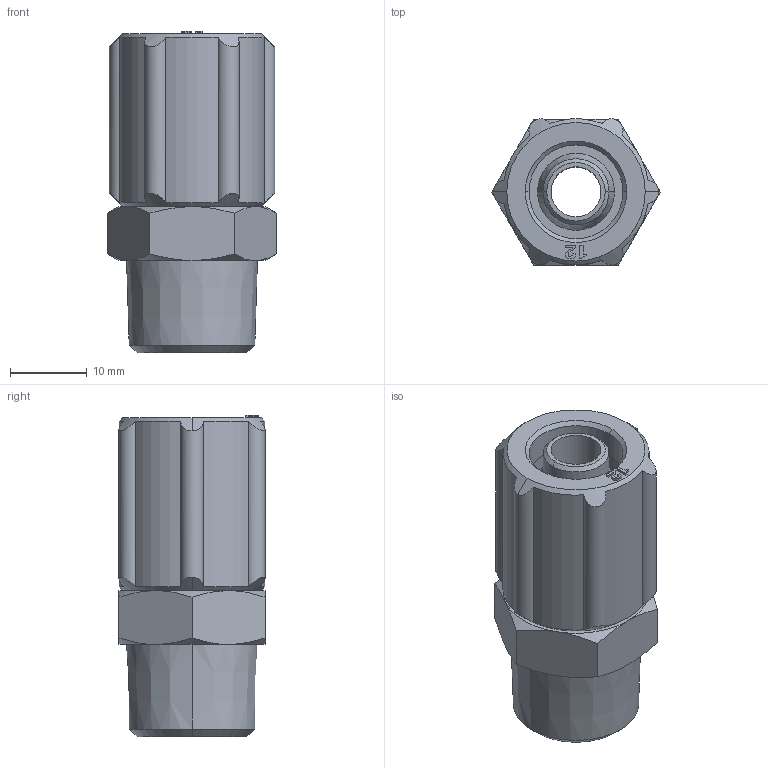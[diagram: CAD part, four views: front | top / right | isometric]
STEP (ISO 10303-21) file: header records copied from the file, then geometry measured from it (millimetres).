
FILE_DESCRIPTION((''),'2;1');
FILE_NAME('TC1203-mdt.stp','2017-07-21T10:14:29',(''),(''),'Mechanical Desktop 2009','Mechanical Desktop 2009',', , ');
FILE_SCHEMA(('CONFIG_CONTROL_DESIGN'));
Length unit declared in the file: millimetre
Products named in the file (2): TC1203-MDTA; TC1203-MDT
Assembly tree (1 placements, depth 2):
  TC1203-MDTA
    TC1203-MDT
Bounding box: 21.94 x 19 x 41.8 mm (x, y, z)
Volume: 8683.7 mm3; surface area: 5008.6 mm2
Topology: 1 solids, 1 shells, 326 faces, 895 edges, 586 vertices
Faces by surface type: plane 262, cone 36, cylinder 28
Entity records: 10520 total; most frequent: CARTESIAN_POINT 2161, ORIENTED_EDGE 1790, DIRECTION 1587, EDGE_CURVE 895, VECTOR 779, LINE 779, VERTEX_POINT 586, AXIS2_PLACEMENT_3D 404
